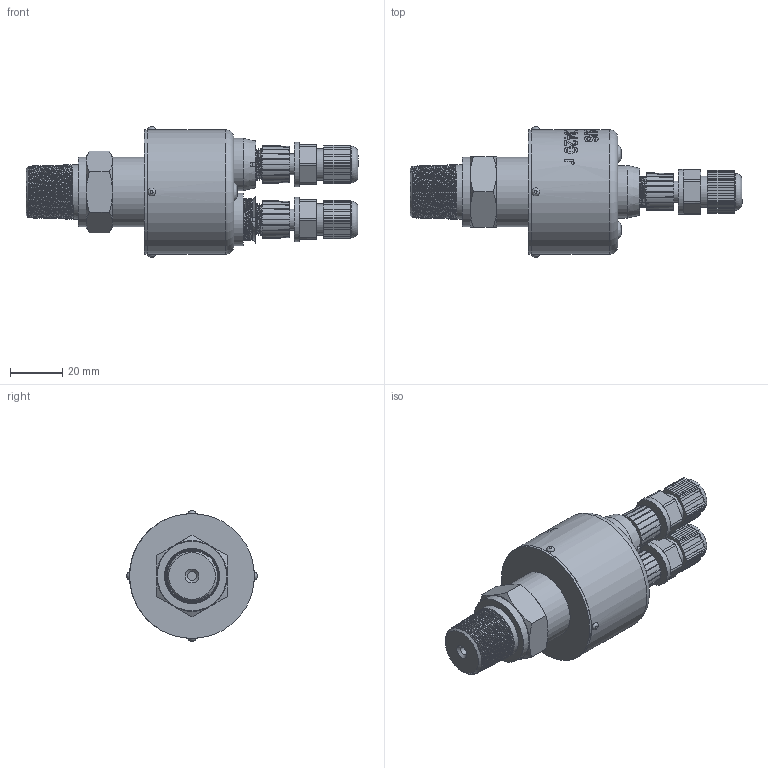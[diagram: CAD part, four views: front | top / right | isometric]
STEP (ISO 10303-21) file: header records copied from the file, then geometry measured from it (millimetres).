
FILE_DESCRIPTION(/* description */ (''),/* implementation_level */ '2;1');
FILE_NAME(/* name */ 'ASZ3420r_1''2NPT_M12x1-straight.step',/* time_stamp */ '2021-07-16T11:56:20+03:00',/* author */ (''),/* organization */ (''),/* preprocessor_version */ 'ST-DEVELOPER v18.1',/* originating_system */ 'Autodesk Translation Framework v10.9.0.1377',/* authorisation */ '');
FILE_SCHEMA (('AUTOMOTIVE_DESIGN { 1 0 10303 214 3 1 1 }'));
Products named in the file (6): ASZ 3420 r - filled; 1/2 NPT; shell; M12x1 male v16; M12x1 male 2; M12x1 female straight v9
Assembly tree (6 placements, depth 2):
  ASZ 3420 r - filled
    1/2 NPT
    shell
    M12x1 male v16
    M12x1 male 2
    M12x1 female straight v9  x2
Bounding box: 126.64 x 49.6 x 49.6 mm (x, y, z)
Volume: 97121.3 mm3; surface area: 29696.9 mm2
Topology: 30 solids, 30 shells, 1425 faces, 3875 edges, 2562 vertices
Faces by surface type: bspline 543, plane 538, cylinder 231, cone 103, torus 10
Full cylindrical faces by diameter (mm): 1 x25, 1.5 x8, 2 x4, 2.2 x4, 3.3 x1, 7.13 x2, 7.3 x2, 8 x6, 8.2 x2, 10.293 x2, 10.6 x4, 10.741 x8, 11.884 x6, 12 x2, 13 x2, 14 x2, 15.036 x8, 16.152 x10, 17 x2, 20 x2, 23 x1, 26.5 x3, 46 x1, 47.62 x1, 47.625 x1
Entity records: 63281 total; most frequent: CARTESIAN_POINT 36167, ORIENTED_EDGE 6644, DIRECTION 3740, EDGE_CURVE 3322, VERTEX_POINT 2199, LINE 1470, VECTOR 1470, B_SPLINE_CURVE_WITH_KNOTS 1369
